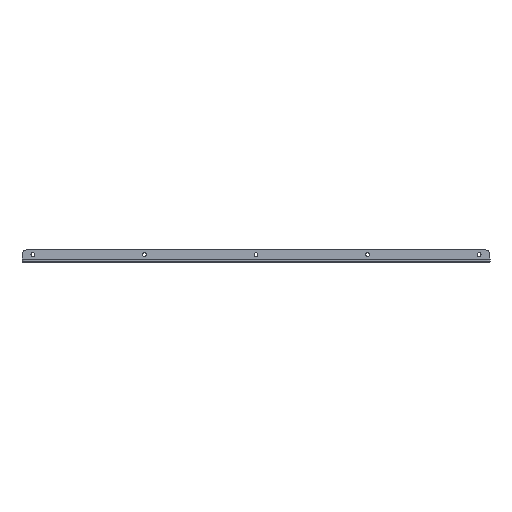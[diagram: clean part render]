
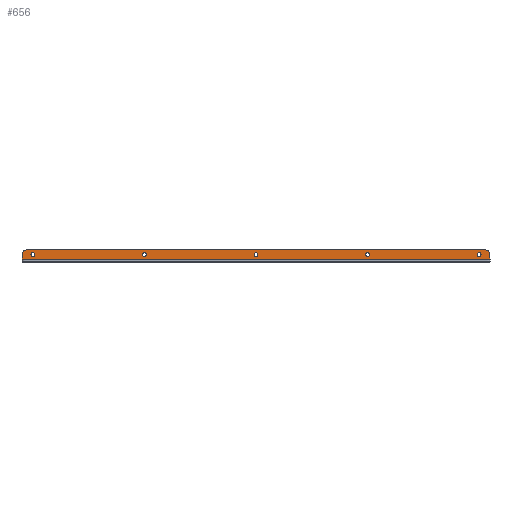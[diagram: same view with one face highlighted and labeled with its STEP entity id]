
A CAD part, top view. The second image highlights one B-rep face of the part: STEP entity #656.
In plain terms, the highlighted planar face has unit normal (0, 0, 1).
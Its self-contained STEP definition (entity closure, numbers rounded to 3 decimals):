
#30 = VECTOR ( 'NONE', #2936, 1000. ) ;
#56 = CARTESIAN_POINT ( 'NONE',  ( -428., 3., -384.5 ) ) ;
#68 = CARTESIAN_POINT ( 'NONE',  ( 3.55, 11., -384.5 ) ) ;
#81 = ORIENTED_EDGE ( 'NONE', *, *, #3367, .F. ) ;
#85 = AXIS2_PLACEMENT_3D ( 'NONE', #1291, #1038, #2165 ) ;
#151 = ORIENTED_EDGE ( 'NONE', *, *, #1665, .F. ) ;
#155 = AXIS2_PLACEMENT_3D ( 'NONE', #415, #2293, #951 ) ;
#165 = EDGE_CURVE ( 'NONE', #2358, #1498, #2113, .T. ) ;
#238 = CARTESIAN_POINT ( 'NONE',  ( 200.45, 11., -384.5 ) ) ;
#246 = EDGE_LOOP ( 'NONE', ( #1313, #3377 ) ) ;
#317 = CARTESIAN_POINT ( 'NONE',  ( 408., 11., -384.5 ) ) ;
#338 = ORIENTED_EDGE ( 'NONE', *, *, #2499, .T. ) ;
#385 = CARTESIAN_POINT ( 'NONE',  ( 428., 3., -384.5 ) ) ;
#394 = DIRECTION ( 'NONE',  ( 1., 0., 0. ) ) ;
#415 = CARTESIAN_POINT ( 'NONE',  ( -408., 11., -384.5 ) ) ;
#437 = LINE ( 'NONE', #1773, #464 ) ;
#438 = EDGE_CURVE ( 'NONE', #2028, #1172, #1849, .T. ) ;
#464 = VECTOR ( 'NONE', #1789, 1000. ) ;
#530 = FACE_BOUND ( 'NONE', #1783, .T. ) ;
#536 = DIRECTION ( 'NONE',  ( 0., -1., 0. ) ) ;
#540 = CARTESIAN_POINT ( 'NONE',  ( 408., 11., -384.5 ) ) ;
#580 = DIRECTION ( 'NONE',  ( 0., 0., 1. ) ) ;
#581 = EDGE_CURVE ( 'NONE', #2968, #2309, #2460, .T. ) ;
#595 = DIRECTION ( 'NONE',  ( 1., 0., 0. ) ) ;
#602 = CARTESIAN_POINT ( 'NONE',  ( -204., 11., -384.5 ) ) ;
#639 = AXIS2_PLACEMENT_3D ( 'NONE', #1878, #1043, #2097 ) ;
#656 = ADVANCED_FACE ( 'NONE', ( #2915, #2653, #3150, #2589, #1300, #530 ), #3412, .T. ) ;
#703 = CARTESIAN_POINT ( 'NONE',  ( 428., 10., -384.5 ) ) ;
#705 = DIRECTION ( 'NONE',  ( 1., 0., 0. ) ) ;
#738 = CARTESIAN_POINT ( 'NONE',  ( -200.45, 11., -384.5 ) ) ;
#777 = CARTESIAN_POINT ( 'NONE',  ( 0., 11., -384.5 ) ) ;
#881 = ORIENTED_EDGE ( 'NONE', *, *, #3158, .F. ) ;
#884 = CARTESIAN_POINT ( 'NONE',  ( -408., 11., -384.5 ) ) ;
#898 = DIRECTION ( 'NONE',  ( 0., 0., 1. ) ) ;
#951 = DIRECTION ( 'NONE',  ( 1., 0., 0. ) ) ;
#952 = ORIENTED_EDGE ( 'NONE', *, *, #1989, .F. ) ;
#967 = EDGE_CURVE ( 'NONE', #996, #1172, #1743, .T. ) ;
#994 = ORIENTED_EDGE ( 'NONE', *, *, #1274, .F. ) ;
#996 = VERTEX_POINT ( 'NONE', #3276 ) ;
#1038 = DIRECTION ( 'NONE',  ( 0., 0., 1. ) ) ;
#1042 = DIRECTION ( 'NONE',  ( 0., 0., 1. ) ) ;
#1043 = DIRECTION ( 'NONE',  ( 0., 0., 1. ) ) ;
#1054 = EDGE_LOOP ( 'NONE', ( #2553, #81 ) ) ;
#1087 = CIRCLE ( 'NONE', #1642, 3.55 ) ;
#1145 = DIRECTION ( 'NONE',  ( 0., 0., 1. ) ) ;
#1172 = VERTEX_POINT ( 'NONE', #1677 ) ;
#1197 = VERTEX_POINT ( 'NONE', #68 ) ;
#1200 = AXIS2_PLACEMENT_3D ( 'NONE', #777, #2327, #2666 ) ;
#1207 = DIRECTION ( 'NONE',  ( 0., 0., 1. ) ) ;
#1228 = VERTEX_POINT ( 'NONE', #2087 ) ;
#1274 = EDGE_CURVE ( 'NONE', #1512, #3198, #2894, .T. ) ;
#1291 = CARTESIAN_POINT ( 'NONE',  ( -418., 10., -384.5 ) ) ;
#1300 = FACE_BOUND ( 'NONE', #246, .T. ) ;
#1303 = CARTESIAN_POINT ( 'NONE',  ( -207.55, 11., -384.5 ) ) ;
#1306 = CARTESIAN_POINT ( 'NONE',  ( 428., 0., -384.5 ) ) ;
#1313 = ORIENTED_EDGE ( 'NONE', *, *, #2742, .F. ) ;
#1357 = AXIS2_PLACEMENT_3D ( 'NONE', #1901, #2922, #536 ) ;
#1367 = VERTEX_POINT ( 'NONE', #1713 ) ;
#1396 = DIRECTION ( 'NONE',  ( 0., 0., 1. ) ) ;
#1462 = CARTESIAN_POINT ( 'NONE',  ( 0., 11., -384.5 ) ) ;
#1484 = ORIENTED_EDGE ( 'NONE', *, *, #967, .T. ) ;
#1487 = DIRECTION ( 'NONE',  ( 0., 0., 1. ) ) ;
#1498 = VERTEX_POINT ( 'NONE', #2844 ) ;
#1511 = AXIS2_PLACEMENT_3D ( 'NONE', #602, #1145, #394 ) ;
#1512 = VERTEX_POINT ( 'NONE', #703 ) ;
#1589 = DIRECTION ( 'NONE',  ( 0., 1., 0. ) ) ;
#1642 = AXIS2_PLACEMENT_3D ( 'NONE', #884, #898, #1943 ) ;
#1665 = EDGE_CURVE ( 'NONE', #2309, #2968, #1700, .T. ) ;
#1677 = CARTESIAN_POINT ( 'NONE',  ( -428., 10., -384.5 ) ) ;
#1700 = CIRCLE ( 'NONE', #639, 3.55 ) ;
#1713 = CARTESIAN_POINT ( 'NONE',  ( 418., 20., -384.5 ) ) ;
#1737 = DIRECTION ( 'NONE',  ( 1., 0., 0. ) ) ;
#1743 = CIRCLE ( 'NONE', #85, 10. ) ;
#1757 = AXIS2_PLACEMENT_3D ( 'NONE', #540, #580, #3159 ) ;
#1772 = ORIENTED_EDGE ( 'NONE', *, *, #2747, .F. ) ;
#1773 = CARTESIAN_POINT ( 'NONE',  ( 428., 20., -384.5 ) ) ;
#1783 = EDGE_LOOP ( 'NONE', ( #952, #2111 ) ) ;
#1789 = DIRECTION ( 'NONE',  ( 1., 0., 0. ) ) ;
#1797 = ORIENTED_EDGE ( 'NONE', *, *, #581, .F. ) ;
#1849 = LINE ( 'NONE', #2900, #3387 ) ;
#1861 = EDGE_LOOP ( 'NONE', ( #1772, #1938 ) ) ;
#1863 = CIRCLE ( 'NONE', #1757, 3.55 ) ;
#1878 = CARTESIAN_POINT ( 'NONE',  ( -204., 11., -384.5 ) ) ;
#1901 = CARTESIAN_POINT ( 'NONE',  ( 418., 10., -384.5 ) ) ;
#1938 = ORIENTED_EDGE ( 'NONE', *, *, #2648, .F. ) ;
#1943 = DIRECTION ( 'NONE',  ( 1., 0., 0. ) ) ;
#1989 = EDGE_CURVE ( 'NONE', #1498, #2358, #1863, .T. ) ;
#2003 = DIRECTION ( 'NONE',  ( 1., 0., 0. ) ) ;
#2007 = LINE ( 'NONE', #2524, #3245 ) ;
#2016 = DIRECTION ( 'NONE',  ( 0., 0., 1. ) ) ;
#2028 = VERTEX_POINT ( 'NONE', #56 ) ;
#2050 = VERTEX_POINT ( 'NONE', #3202 ) ;
#2087 = CARTESIAN_POINT ( 'NONE',  ( 207.55, 11., -384.5 ) ) ;
#2097 = DIRECTION ( 'NONE',  ( 1., 0., 0. ) ) ;
#2111 = ORIENTED_EDGE ( 'NONE', *, *, #165, .F. ) ;
#2113 = CIRCLE ( 'NONE', #2232, 3.55 ) ;
#2165 = DIRECTION ( 'NONE',  ( 0., -1., 0. ) ) ;
#2232 = AXIS2_PLACEMENT_3D ( 'NONE', #317, #2016, #2003 ) ;
#2293 = DIRECTION ( 'NONE',  ( 0., 0., 1. ) ) ;
#2309 = VERTEX_POINT ( 'NONE', #738 ) ;
#2327 = DIRECTION ( 'NONE',  ( 0., 0., 1. ) ) ;
#2348 = AXIS2_PLACEMENT_3D ( 'NONE', #3250, #1396, #595 ) ;
#2358 = VERTEX_POINT ( 'NONE', #3355 ) ;
#2412 = ORIENTED_EDGE ( 'NONE', *, *, #3146, .F. ) ;
#2460 = CIRCLE ( 'NONE', #1511, 3.55 ) ;
#2499 = EDGE_CURVE ( 'NONE', #1512, #1367, #3180, .T. ) ;
#2524 = CARTESIAN_POINT ( 'NONE',  ( 428., 3., -384.5 ) ) ;
#2553 = ORIENTED_EDGE ( 'NONE', *, *, #3201, .F. ) ;
#2563 = CARTESIAN_POINT ( 'NONE',  ( 204., 11., -384.5 ) ) ;
#2589 = FACE_BOUND ( 'NONE', #1054, .T. ) ;
#2604 = VERTEX_POINT ( 'NONE', #3233 ) ;
#2619 = AXIS2_PLACEMENT_3D ( 'NONE', #3119, #1042, #3378 ) ;
#2631 = CIRCLE ( 'NONE', #1200, 3.55 ) ;
#2648 = EDGE_CURVE ( 'NONE', #3384, #2604, #1087, .T. ) ;
#2653 = FACE_BOUND ( 'NONE', #1861, .T. ) ;
#2666 = DIRECTION ( 'NONE',  ( 1., 0., 0. ) ) ;
#2701 = CIRCLE ( 'NONE', #2348, 3.55 ) ;
#2742 = EDGE_CURVE ( 'NONE', #1228, #2940, #2751, .T. ) ;
#2747 = EDGE_CURVE ( 'NONE', #2604, #3384, #3030, .T. ) ;
#2751 = CIRCLE ( 'NONE', #3182, 3.55 ) ;
#2844 = CARTESIAN_POINT ( 'NONE',  ( 411.55, 11., -384.5 ) ) ;
#2869 = EDGE_LOOP ( 'NONE', ( #994, #338, #2412, #1484, #3306, #881 ) ) ;
#2894 = LINE ( 'NONE', #1306, #30 ) ;
#2900 = CARTESIAN_POINT ( 'NONE',  ( -428., 20., -384.5 ) ) ;
#2915 = FACE_BOUND ( 'NONE', #2966, .T. ) ;
#2922 = DIRECTION ( 'NONE',  ( 0., 0., 1. ) ) ;
#2927 = CARTESIAN_POINT ( 'NONE',  ( -411.55, 11., -384.5 ) ) ;
#2936 = DIRECTION ( 'NONE',  ( 0., -1., 0. ) ) ;
#2940 = VERTEX_POINT ( 'NONE', #238 ) ;
#2966 = EDGE_LOOP ( 'NONE', ( #151, #1797 ) ) ;
#2968 = VERTEX_POINT ( 'NONE', #1303 ) ;
#3017 = EDGE_CURVE ( 'NONE', #2940, #1228, #2701, .T. ) ;
#3030 = CIRCLE ( 'NONE', #155, 3.55 ) ;
#3075 = DIRECTION ( 'NONE',  ( -1., 0., 0. ) ) ;
#3092 = AXIS2_PLACEMENT_3D ( 'NONE', #1462, #1207, #1737 ) ;
#3119 = CARTESIAN_POINT ( 'NONE',  ( 0., 0., -384.5 ) ) ;
#3146 = EDGE_CURVE ( 'NONE', #996, #1367, #437, .T. ) ;
#3150 = FACE_OUTER_BOUND ( 'NONE', #2869, .T. ) ;
#3158 = EDGE_CURVE ( 'NONE', #3198, #2028, #2007, .T. ) ;
#3159 = DIRECTION ( 'NONE',  ( 1., 0., 0. ) ) ;
#3180 = CIRCLE ( 'NONE', #1357, 10. ) ;
#3182 = AXIS2_PLACEMENT_3D ( 'NONE', #2563, #1487, #705 ) ;
#3198 = VERTEX_POINT ( 'NONE', #385 ) ;
#3201 = EDGE_CURVE ( 'NONE', #1197, #2050, #3308, .T. ) ;
#3202 = CARTESIAN_POINT ( 'NONE',  ( -3.55, 11., -384.5 ) ) ;
#3233 = CARTESIAN_POINT ( 'NONE',  ( -404.45, 11., -384.5 ) ) ;
#3245 = VECTOR ( 'NONE', #3075, 1000. ) ;
#3250 = CARTESIAN_POINT ( 'NONE',  ( 204., 11., -384.5 ) ) ;
#3276 = CARTESIAN_POINT ( 'NONE',  ( -418., 20., -384.5 ) ) ;
#3306 = ORIENTED_EDGE ( 'NONE', *, *, #438, .F. ) ;
#3308 = CIRCLE ( 'NONE', #3092, 3.55 ) ;
#3355 = CARTESIAN_POINT ( 'NONE',  ( 404.45, 11., -384.5 ) ) ;
#3367 = EDGE_CURVE ( 'NONE', #2050, #1197, #2631, .T. ) ;
#3377 = ORIENTED_EDGE ( 'NONE', *, *, #3017, .F. ) ;
#3378 = DIRECTION ( 'NONE',  ( 0., -1., 0. ) ) ;
#3384 = VERTEX_POINT ( 'NONE', #2927 ) ;
#3387 = VECTOR ( 'NONE', #1589, 1000. ) ;
#3412 = PLANE ( 'NONE',  #2619 ) ;
